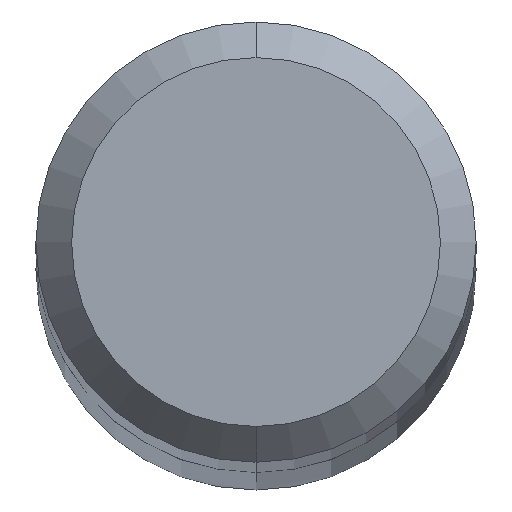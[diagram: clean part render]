
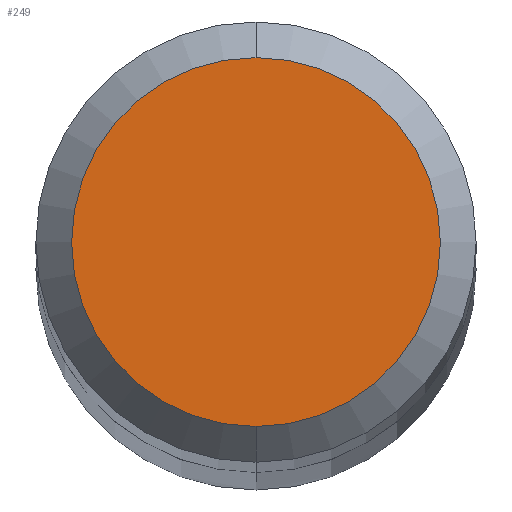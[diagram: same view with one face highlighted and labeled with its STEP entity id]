
A CAD part, top view. The second image highlights one B-rep face of the part: STEP entity #249.
In plain terms, the highlighted planar face has unit normal (0, 0, 1).
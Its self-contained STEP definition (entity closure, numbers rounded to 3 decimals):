
#169=EDGE_CURVE('',#253,#271,#429,.T.);
#185=EDGE_CURVE('',#271,#253,#446,.T.);
#249=ADVANCED_FACE('',(#518),#519,.T.);
#253=VERTEX_POINT('',#524);
#271=VERTEX_POINT('',#545);
#429=CIRCLE('',#734,1.55);
#446=CIRCLE('',#760,1.55);
#518=FACE_OUTER_BOUND('',#907,.T.);
#519=PLANE('',#908);
#524=CARTESIAN_POINT('',(0.0,1.55,47.0));
#545=CARTESIAN_POINT('',(0.,-1.55,47.0));
#734=AXIS2_PLACEMENT_3D('',#1305,#1306,#1307);
#760=AXIS2_PLACEMENT_3D('',#1326,#1327,#1328);
#907=EDGE_LOOP('',(#1408,#1409));
#908=AXIS2_PLACEMENT_3D('',#1410,#1411,#1412);
#1305=CARTESIAN_POINT('',(0.0,0.0,47.0));
#1306=DIRECTION('',(0.0,0.0,-1.0));
#1307=DIRECTION('',(0.0,1.0,0.0));
#1326=CARTESIAN_POINT('',(0.0,0.0,47.0));
#1327=DIRECTION('',(0.0,0.0,-1.0));
#1328=DIRECTION('',(0.0,1.0,0.0));
#1408=ORIENTED_EDGE('',*,*,#169,.F.);
#1409=ORIENTED_EDGE('',*,*,#185,.F.);
#1410=CARTESIAN_POINT('',(0.0,0.775,47.0));
#1411=DIRECTION('',(0.0,0.0,1.0));
#1412=DIRECTION('',(0.0,-1.0,0.0));
